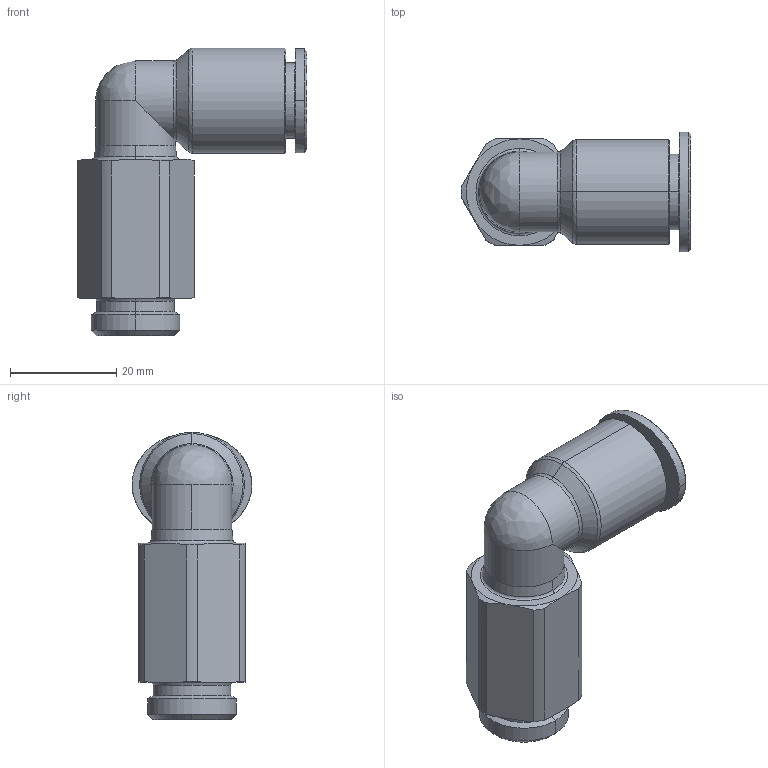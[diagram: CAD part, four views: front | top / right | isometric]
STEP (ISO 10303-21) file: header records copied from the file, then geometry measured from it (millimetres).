
FILE_DESCRIPTION (( 'STEP AP214' ), '1' );
FILE_NAME ('PLL12-G03.stp', '2015-09-11T14:40:58', ( '' ), ( '' ), 'SwSTEP 2.0', 'SolidWorks 2015', '' );
FILE_SCHEMA (( 'AUTOMOTIVE_DESIGN' ));
Length unit declared in the file: millimetre
Products named in the file (2): PLL12-G03; ｦ+ﾃｦ1
Assembly tree (1 placements, depth 2):
  PLL12-G03
    ｦ+ﾃｦ1
Bounding box: 43.19 x 22.5 x 54 mm (x, y, z)
Volume: 14968.9 mm3; surface area: 7570.7 mm2
Topology: 1 solids, 1 shells, 418 faces, 1174 edges, 772 vertices
Faces by surface type: plane 346, cone 34, cylinder 22, bspline 12, torus 4
Entity records: 14800 total; most frequent: CARTESIAN_POINT 3296, ORIENTED_EDGE 2342, DIRECTION 2036, EDGE_CURVE 1171, VECTOR 1026, LINE 1026, VERTEX_POINT 772, AXIS2_PLACEMENT_3D 505
